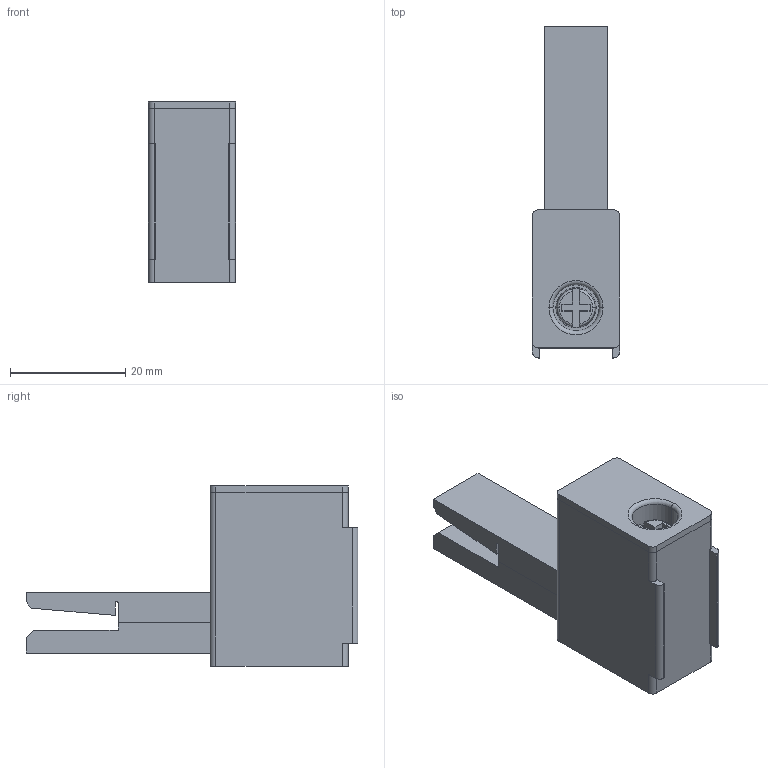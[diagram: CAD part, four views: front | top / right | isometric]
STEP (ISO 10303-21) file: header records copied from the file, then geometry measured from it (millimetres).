
FILE_DESCRIPTION(('STEP AP214'),'1');
FILE_NAME('cctmp_EE2C552C-5CA2-4C4B-AF60-F826069298AA_2023_07_18_13_15_16_0899..stp','2023-07-18T11:15:17',('SIEMENS A&D'),('CADClick - www.CADClick.com'),'Spatial InterOp 3D postprocessed',' ','unknown authorization');
FILE_SCHEMA(('AUTOMOTIVE_DESIGN'));
Length unit declared in the file: millimetre
Products named in the file (4): cc_unnamed; 2023_07_18_13_15_16_0884; 2023_07_18_13_15_16_0852; 2023_07_18_13_15_16_0821
Assembly tree (3 placements, depth 2):
  cc_unnamed
    2023_07_18_13_15_16_0884
    2023_07_18_13_15_16_0852
    2023_07_18_13_15_16_0821
Bounding box: 15.15 x 57.7 x 31.3 mm (x, y, z)
Volume: 14001.9 mm3; surface area: 9402.1 mm2
Topology: 3 solids, 3 shells, 99 faces, 252 edges, 160 vertices
Faces by surface type: plane 60, cylinder 21, cone 10, torus 6, revolution 2
Entity records: 5076 total; most frequent: CARTESIAN_POINT 595, STYLED_ITEM 514, PRESENTATION_STYLE_ASSIGNMENT 514, DIRECTION 512, ORIENTED_EDGE 508, EDGE_CURVE 252, CURVE_STYLE 252, DRAUGHTING_PRE_DEFINED_CURVE_FONT 252
